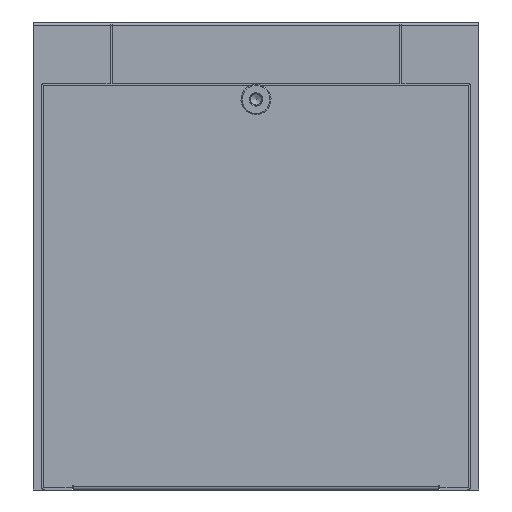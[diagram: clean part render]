
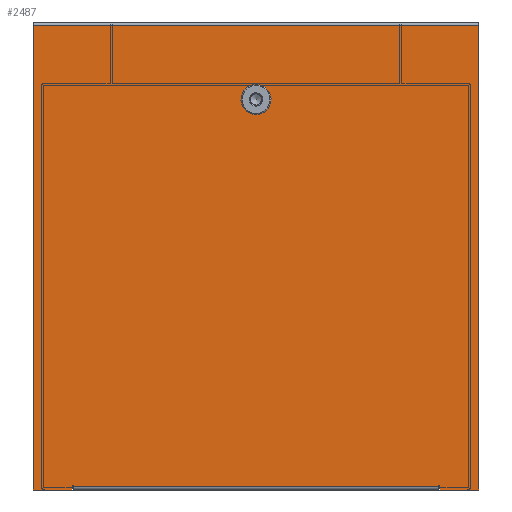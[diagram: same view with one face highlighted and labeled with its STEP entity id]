
A CAD part, front view. The second image highlights one B-rep face of the part: STEP entity #2487.
In plain terms, the highlighted planar face has unit normal (0, -1, 0).
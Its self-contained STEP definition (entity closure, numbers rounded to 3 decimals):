
#157=LINE('',#3917,#411);
#158=LINE('',#3920,#412);
#159=LINE('',#3922,#413);
#160=LINE('',#3924,#414);
#161=LINE('',#3926,#415);
#162=LINE('',#3928,#416);
#163=LINE('',#3930,#417);
#164=LINE('',#3932,#418);
#165=LINE('',#3934,#419);
#166=LINE('',#3936,#420);
#167=LINE('',#3938,#421);
#168=LINE('',#3940,#422);
#411=VECTOR('',#3159,1000.);
#412=VECTOR('',#3160,1000.);
#413=VECTOR('',#3161,1000.);
#414=VECTOR('',#3162,1000.);
#415=VECTOR('',#3163,1000.);
#416=VECTOR('',#3164,1000.);
#417=VECTOR('',#3165,1000.);
#418=VECTOR('',#3166,1000.);
#419=VECTOR('',#3167,1000.);
#420=VECTOR('',#3168,1000.);
#421=VECTOR('',#3169,1000.);
#422=VECTOR('',#3170,1000.);
#583=PLANE('',#2685);
#957=ORIENTED_EDGE('',*,*,#1518,.T.);
#958=ORIENTED_EDGE('',*,*,#1519,.T.);
#959=ORIENTED_EDGE('',*,*,#1520,.T.);
#960=ORIENTED_EDGE('',*,*,#1521,.T.);
#961=ORIENTED_EDGE('',*,*,#1522,.T.);
#962=ORIENTED_EDGE('',*,*,#1523,.T.);
#963=ORIENTED_EDGE('',*,*,#1524,.T.);
#964=ORIENTED_EDGE('',*,*,#1525,.T.);
#965=ORIENTED_EDGE('',*,*,#1526,.T.);
#966=ORIENTED_EDGE('',*,*,#1527,.T.);
#967=ORIENTED_EDGE('',*,*,#1528,.T.);
#968=ORIENTED_EDGE('',*,*,#1529,.T.);
#969=ORIENTED_EDGE('',*,*,#1514,.F.);
#1514=EDGE_CURVE('',#1816,#1816,#1977,.T.);
#1518=EDGE_CURVE('',#1820,#1821,#157,.T.);
#1519=EDGE_CURVE('',#1821,#1822,#158,.T.);
#1520=EDGE_CURVE('',#1822,#1823,#159,.T.);
#1521=EDGE_CURVE('',#1823,#1824,#160,.T.);
#1522=EDGE_CURVE('',#1824,#1825,#161,.T.);
#1523=EDGE_CURVE('',#1825,#1826,#162,.T.);
#1524=EDGE_CURVE('',#1826,#1827,#163,.T.);
#1525=EDGE_CURVE('',#1827,#1828,#164,.T.);
#1526=EDGE_CURVE('',#1828,#1829,#165,.T.);
#1527=EDGE_CURVE('',#1829,#1830,#166,.T.);
#1528=EDGE_CURVE('',#1830,#1831,#167,.T.);
#1529=EDGE_CURVE('',#1831,#1820,#168,.T.);
#1816=VERTEX_POINT('',#3907);
#1820=VERTEX_POINT('',#3918);
#1821=VERTEX_POINT('',#3919);
#1822=VERTEX_POINT('',#3921);
#1823=VERTEX_POINT('',#3923);
#1824=VERTEX_POINT('',#3925);
#1825=VERTEX_POINT('',#3927);
#1826=VERTEX_POINT('',#3929);
#1827=VERTEX_POINT('',#3931);
#1828=VERTEX_POINT('',#3933);
#1829=VERTEX_POINT('',#3935);
#1830=VERTEX_POINT('',#3937);
#1831=VERTEX_POINT('',#3939);
#1977=CIRCLE('',#2679,11.);
#2110=EDGE_LOOP('',(#957,#958,#959,#960,#961,#962,#963,#964,#965,#966,#967,
#968));
#2111=EDGE_LOOP('',(#969));
#2289=FACE_BOUND('',#2110,.T.);
#2290=FACE_BOUND('',#2111,.T.);
#2487=ADVANCED_FACE('',(#2289,#2290),#583,.T.);
#2679=AXIS2_PLACEMENT_3D('',#3906,#3145,#3146);
#2685=AXIS2_PLACEMENT_3D('',#3916,#3157,#3158);
#3145=DIRECTION('',(0.,-1.,0.));
#3146=DIRECTION('',(0.,0.,-1.));
#3157=DIRECTION('',(0.,-1.,0.));
#3158=DIRECTION('',(0.,0.,-1.));
#3159=DIRECTION('',(1.,0.,0.));
#3160=DIRECTION('',(0.,0.,1.));
#3161=DIRECTION('',(1.,0.,0.));
#3162=DIRECTION('',(0.,0.,-1.));
#3163=DIRECTION('',(1.,0.,0.));
#3164=DIRECTION('',(0.,0.,1.));
#3165=DIRECTION('',(1.,0.,0.));
#3166=DIRECTION('',(0.,0.,-1.));
#3167=DIRECTION('',(1.,0.,0.));
#3168=DIRECTION('',(0.,0.,1.));
#3169=DIRECTION('',(-1.,0.,0.));
#3170=DIRECTION('',(0.,0.,-1.));
#3906=CARTESIAN_POINT('',(0.,-250.,-14.5));
#3907=CARTESIAN_POINT('',(0.,-250.,-25.5));
#3916=CARTESIAN_POINT('',(0.,-250.,0.));
#3917=CARTESIAN_POINT('',(200.,-250.,-365.));
#3918=CARTESIAN_POINT('',(-200.,-250.,-365.));
#3919=CARTESIAN_POINT('',(-165.,-250.,-365.));
#3920=CARTESIAN_POINT('',(-165.,-250.,0.));
#3921=CARTESIAN_POINT('',(-165.,-250.,-361.263));
#3922=CARTESIAN_POINT('',(0.,-250.,-361.263));
#3923=CARTESIAN_POINT('',(-164.,-250.,-361.263));
#3924=CARTESIAN_POINT('',(-164.,-250.,0.));
#3925=CARTESIAN_POINT('',(-164.,-250.,-362.263));
#3926=CARTESIAN_POINT('',(-164.,-250.,-362.263));
#3927=CARTESIAN_POINT('',(164.,-250.,-362.263));
#3928=CARTESIAN_POINT('',(164.,-250.,0.));
#3929=CARTESIAN_POINT('',(164.,-250.,-361.263));
#3930=CARTESIAN_POINT('',(0.,-250.,-361.263));
#3931=CARTESIAN_POINT('',(165.,-250.,-361.263));
#3932=CARTESIAN_POINT('',(165.,-250.,0.));
#3933=CARTESIAN_POINT('',(165.,-250.,-365.));
#3934=CARTESIAN_POINT('',(200.,-250.,-365.));
#3935=CARTESIAN_POINT('',(200.,-250.,-365.));
#3936=CARTESIAN_POINT('',(200.,-250.,-365.));
#3937=CARTESIAN_POINT('',(200.,-250.,52.263));
#3938=CARTESIAN_POINT('',(200.,-250.,52.263));
#3939=CARTESIAN_POINT('',(-200.,-250.,52.263));
#3940=CARTESIAN_POINT('',(-200.,-250.,-365.));
